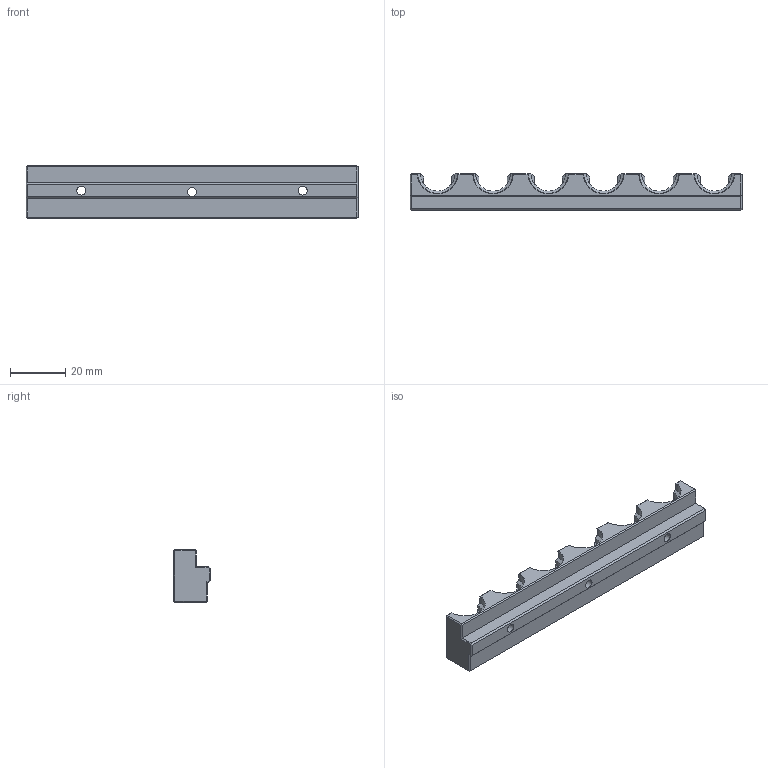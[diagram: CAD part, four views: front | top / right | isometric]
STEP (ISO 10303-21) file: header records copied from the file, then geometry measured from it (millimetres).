
FILE_DESCRIPTION(('Open CASCADE Model'),'2;1');
FILE_NAME('Open CASCADE Shape Model','2024-08-27T16:19:44',('Author'),( 'Open CASCADE'),'Open CASCADE STEP processor 7.7','Open CASCADE 7.7' ,'Unknown');
FILE_SCHEMA(('AUTOMOTIVE_DESIGN { 1 0 10303 214 1 1 1 1 }'));
Length unit declared in the file: millimetre
Products named in the file (1): Open CASCADE STEP translator 7.7 48
Bounding box: 120 x 13.2 x 19 mm (x, y, z)
Volume: 17310.2 mm3; surface area: 8421.6 mm2
Topology: 1 solids, 1 shells, 162 faces, 465 edges, 305 vertices
Faces by surface type: plane 102, cone 39, cylinder 21
Full cylindrical faces by diameter (mm): 3.2 x3
Entity records: 11857 total; most frequent: CARTESIAN_POINT 2727, DIRECTION 1694, LINE 948, VECTOR 948, ORIENTED_EDGE 930, PCURVE 930, DEFINITIONAL_REPRESENTATION 930, EDGE_CURVE 465
